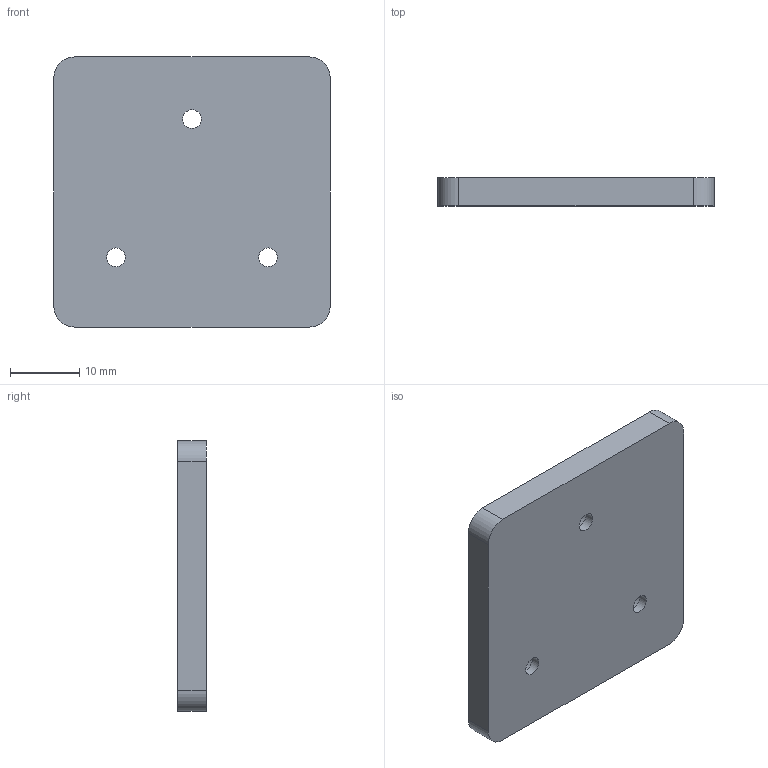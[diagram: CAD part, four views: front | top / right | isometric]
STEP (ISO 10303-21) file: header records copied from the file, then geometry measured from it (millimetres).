
FILE_DESCRIPTION(/* description */ (''),/* implementation_level */ '2;1');
FILE_NAME(/* name */ 'MountingPlate_Printhead v18.step',/* time_stamp */ '2019-09-13T16:48:05+02:00',/* author */ (''),/* organization */ (''),/* preprocessor_version */ 'ST-DEVELOPER v18',/* originating_system */ 'Autodesk Translation Framework v8.6.0.1094',/* authorisation */ '');
FILE_SCHEMA (('AUTOMOTIVE_DESIGN { 1 0 10303 214 3 1 1 }'));
Length unit declared in the file: millimetre
Products named in the file (1): MountingPlate_Printhead
Bounding box: 40 x 4.1 x 39.1 mm (x, y, z)
Volume: 6031.9 mm3; surface area: 3984 mm2
Topology: 1 solids, 1 shells, 25 faces, 51 edges, 34 vertices
Faces by surface type: cylinder 13, plane 12
Full cylindrical faces by diameter (mm): 2.7 x3, 4.5 x3, 6.1 x3
Entity records: 712 total; most frequent: DIRECTION 129, CARTESIAN_POINT 111, ORIENTED_EDGE 102, AXIS2_PLACEMENT_3D 52, EDGE_CURVE 51, EDGE_LOOP 37, VERTEX_POINT 34, CIRCLE 26
